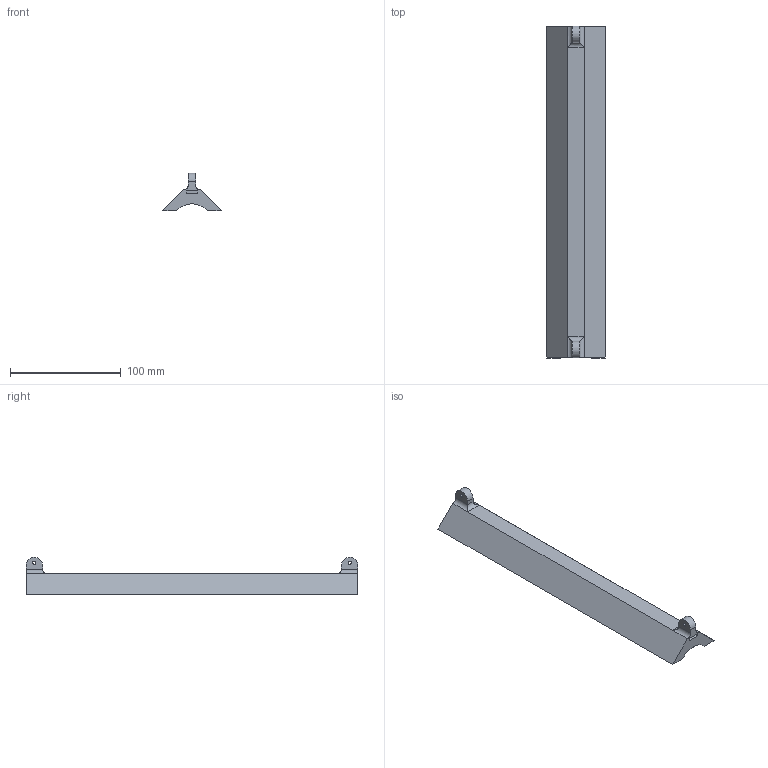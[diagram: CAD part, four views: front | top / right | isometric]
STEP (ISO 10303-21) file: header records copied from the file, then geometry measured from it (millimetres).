
FILE_DESCRIPTION((''),'2;1');
FILE_NAME('BALANCE_V4','2025-04-10T19:48:43',('quimg'),(''),'CREO PARAMETRIC BY PTC INC, 2024063','CREO PARAMETRIC BY PTC INC, 2024063','');
FILE_SCHEMA(('CONFIG_CONTROL_DESIGN'));
Length unit declared in the file: millimetre
Products named in the file (1): BALANCE_V4
Bounding box: 53 x 300 x 34 mm (x, y, z)
Volume: 115563.4 mm3; surface area: 41517.2 mm2
Topology: 1 solids, 1 shells, 52 faces, 138 edges, 90 vertices
Faces by surface type: plane 32, cylinder 20
Entity records: 1766 total; most frequent: CARTESIAN_POINT 402, ORIENTED_EDGE 276, DIRECTION 270, EDGE_CURVE 138, VECTOR 102, LINE 102, VERTEX_POINT 90, AXIS2_PLACEMENT_3D 84
